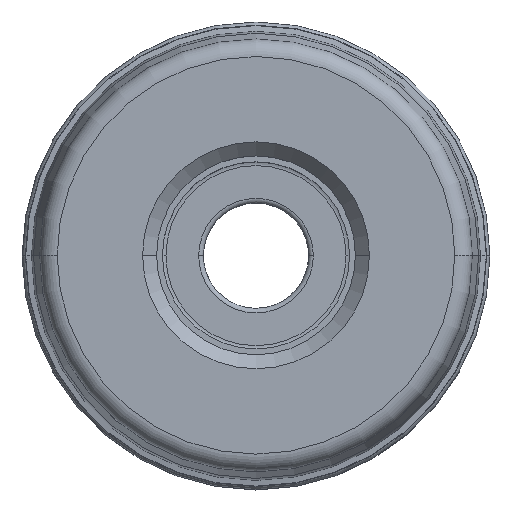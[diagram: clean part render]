
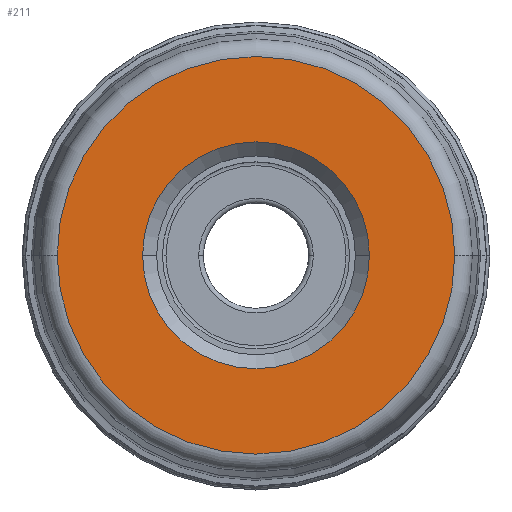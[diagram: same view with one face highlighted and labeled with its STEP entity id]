
A CAD part, top view. The second image highlights one B-rep face of the part: STEP entity #211.
In plain terms, the highlighted planar face has unit normal (0, 0, 1).
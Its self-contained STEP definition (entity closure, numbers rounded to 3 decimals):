
#28=PLANE('',#1903);
#34=FACE_BOUND('',#409,.T.);
#35=FACE_BOUND('',#410,.T.);
#211=ADVANCED_FACE('',(#34,#35),#28,.F.);
#409=EDGE_LOOP('',(#694,#695,#696,#697));
#410=EDGE_LOOP('',(#698,#699,#700,#701));
#694=ORIENTED_EDGE('',*,*,#1199,.F.);
#695=ORIENTED_EDGE('',*,*,#1198,.F.);
#696=ORIENTED_EDGE('',*,*,#1200,.F.);
#697=ORIENTED_EDGE('',*,*,#1201,.F.);
#698=ORIENTED_EDGE('',*,*,#1202,.F.);
#699=ORIENTED_EDGE('',*,*,#1203,.F.);
#700=ORIENTED_EDGE('',*,*,#1204,.F.);
#701=ORIENTED_EDGE('',*,*,#1205,.F.);
#996=VERTEX_POINT('',#3920);
#997=VERTEX_POINT('',#3922);
#998=VERTEX_POINT('',#3924);
#999=VERTEX_POINT('',#3928);
#1000=VERTEX_POINT('',#3931);
#1001=VERTEX_POINT('',#3932);
#1002=VERTEX_POINT('',#3934);
#1003=VERTEX_POINT('',#3936);
#1198=EDGE_CURVE('',#997,#998,#1468,.T.);
#1199=EDGE_CURVE('',#998,#996,#1469,.T.);
#1200=EDGE_CURVE('',#999,#997,#1470,.T.);
#1201=EDGE_CURVE('',#996,#999,#1471,.T.);
#1202=EDGE_CURVE('',#1000,#1001,#1472,.T.);
#1203=EDGE_CURVE('',#1002,#1000,#1473,.T.);
#1204=EDGE_CURVE('',#1003,#1002,#1474,.T.);
#1205=EDGE_CURVE('',#1001,#1003,#1475,.T.);
#1468=CIRCLE('',#1894,17.);
#1469=CIRCLE('',#1895,17.);
#1470=CIRCLE('',#1897,17.);
#1471=CIRCLE('',#1898,17.);
#1472=CIRCLE('',#1899,9.7);
#1473=CIRCLE('',#1900,9.7);
#1474=CIRCLE('',#1901,9.7);
#1475=CIRCLE('',#1902,9.7);
#1894=AXIS2_PLACEMENT_3D('',#3923,#2316,#2317);
#1895=AXIS2_PLACEMENT_3D('',#3925,#2318,#2319);
#1897=AXIS2_PLACEMENT_3D('',#3927,#2322,#2323);
#1898=AXIS2_PLACEMENT_3D('',#3929,#2324,#2325);
#1899=AXIS2_PLACEMENT_3D('',#3930,#2326,#2327);
#1900=AXIS2_PLACEMENT_3D('',#3933,#2328,#2329);
#1901=AXIS2_PLACEMENT_3D('',#3935,#2330,#2331);
#1902=AXIS2_PLACEMENT_3D('',#3937,#2332,#2333);
#1903=AXIS2_PLACEMENT_3D('',#3938,#2334,#2335);
#2316=DIRECTION('',(0.,0.,-1.));
#2317=DIRECTION('',(-1.,0.,0.));
#2318=DIRECTION('',(0.,0.,-1.));
#2319=DIRECTION('',(-1.,0.001,0.));
#2322=DIRECTION('',(0.,0.,-1.));
#2323=DIRECTION('',(1.,-0.001,0.));
#2324=DIRECTION('',(0.,0.,-1.));
#2325=DIRECTION('',(1.,0.,0.));
#2326=DIRECTION('',(0.,0.,1.));
#2327=DIRECTION('',(0.,-1.,0.));
#2328=DIRECTION('',(0.,0.,1.));
#2329=DIRECTION('',(-1.,0.,0.));
#2330=DIRECTION('',(0.,0.,1.));
#2331=DIRECTION('',(0.,1.,0.));
#2332=DIRECTION('',(0.,0.,1.));
#2333=DIRECTION('',(1.,0.,0.));
#2334=DIRECTION('',(0.,0.,-1.));
#2335=DIRECTION('',(-1.,0.,0.));
#3920=CARTESIAN_POINT('',(17.,0.,0.));
#3922=CARTESIAN_POINT('',(-17.,0.,0.));
#3923=CARTESIAN_POINT('',(0.,0.,0.));
#3924=CARTESIAN_POINT('',(-17.,0.02,0.));
#3925=CARTESIAN_POINT('',(0.,0.,0.));
#3927=CARTESIAN_POINT('',(0.,0.,0.));
#3928=CARTESIAN_POINT('',(17.,-0.02,0.));
#3929=CARTESIAN_POINT('',(0.,0.,0.));
#3930=CARTESIAN_POINT('',(0.,0.,0.));
#3931=CARTESIAN_POINT('',(0.,-9.7,0.));
#3932=CARTESIAN_POINT('',(9.7,0.,0.));
#3933=CARTESIAN_POINT('',(0.,0.,0.));
#3934=CARTESIAN_POINT('',(-9.7,0.,0.));
#3935=CARTESIAN_POINT('',(0.,0.,0.));
#3936=CARTESIAN_POINT('',(0.,9.7,0.));
#3937=CARTESIAN_POINT('',(0.,0.,0.));
#3938=CARTESIAN_POINT('',(0.,0.,0.));
